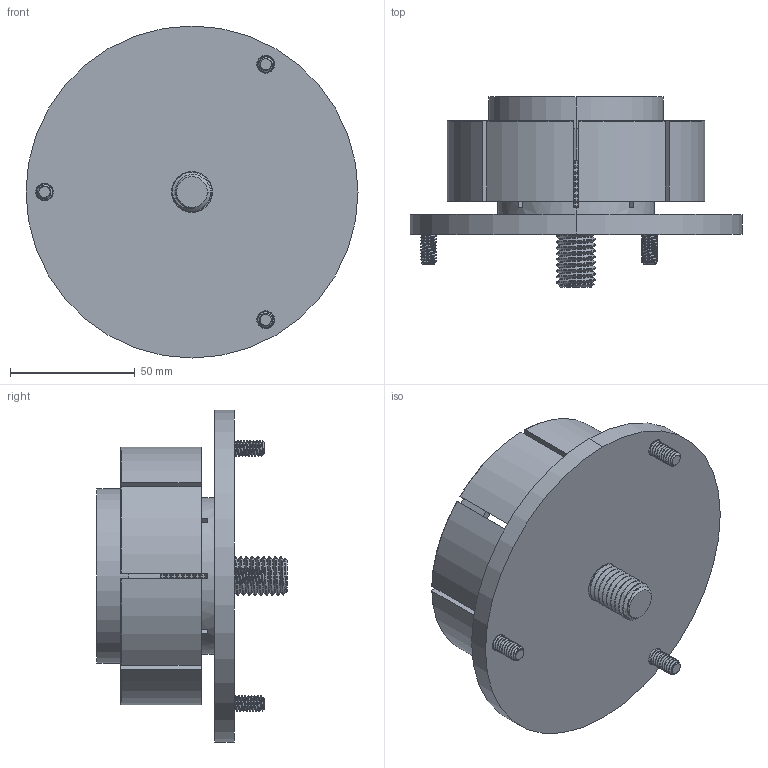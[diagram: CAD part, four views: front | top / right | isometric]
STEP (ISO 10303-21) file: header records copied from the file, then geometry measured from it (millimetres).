
FILE_DESCRIPTION (( 'STEP AP214' ), '1' );
FILE_NAME ('31450DD for Step. as Part.STEP', '2022-03-11T20:31:33', ( '' ), ( '' ), 'SwSTEP 2.0', 'SolidWorks 2021', '' );
FILE_SCHEMA (( 'AUTOMOTIVE_DESIGN' ));
Length unit declared in the file: inch
Products named in the file (1): 31450DD for Step. as Part
Bounding box: 132.87 x 76.14 x 132.87 mm (x, y, z)
Volume: 375684.4 mm3; surface area: 92197.3 mm2
Topology: 6 solids, 6 shells, 478 faces, 1299 edges, 838 vertices
Faces by surface type: cylinder 276, plane 97, cone 73, torus 24, bspline 8
Entity records: 28576 total; most frequent: CARTESIAN_POINT 11576, ORIENTED_EDGE 2598, DIRECTION 1932, EDGE_CURVE 1299, VERTEX_POINT 838, AXIS2_PLACEMENT_3D 721, EDGE_LOOP 493, LINE 490
